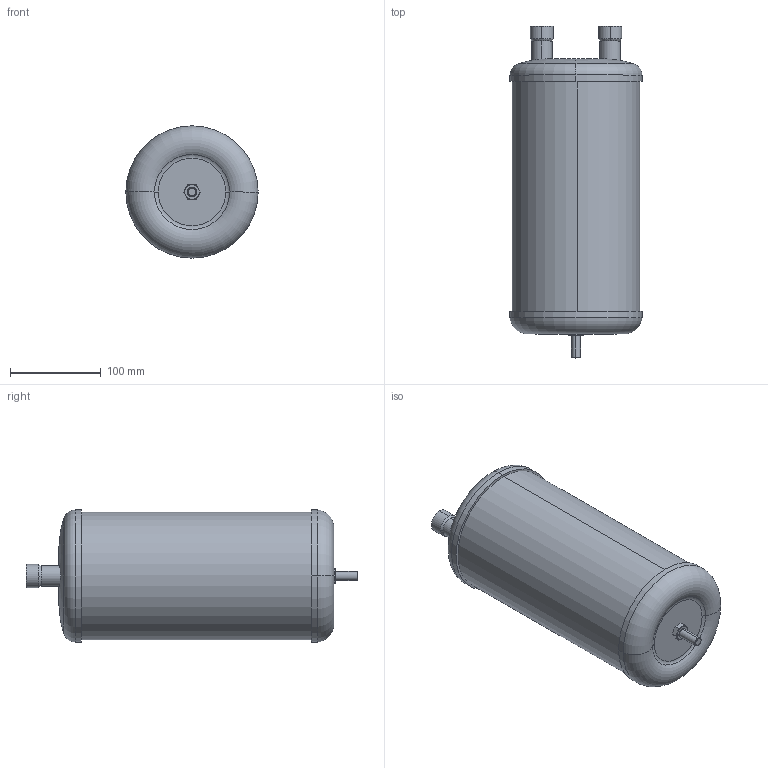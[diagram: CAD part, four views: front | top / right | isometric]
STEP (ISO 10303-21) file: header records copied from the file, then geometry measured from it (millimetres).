
FILE_DESCRIPTION((''),'2;1');
FILE_NAME('191U006310','2024-06-12T09:09:38',('U434391'),('DANFOSS COMMERCIAL COMPRESSOR'),'CREO PARAMETRIC BY PTC INC, 2022124','CREO PARAMETRIC BY PTC INC, 2022124','');
FILE_SCHEMA(('CONFIG_CONTROL_DESIGN'));
Length unit declared in the file: millimetre
Products named in the file (1): 191U006310
Bounding box: 145.5 x 365.4 x 145.5 mm (x, y, z)
Surface area: 208586.2 mm2 (no closed solid volume)
Topology: 0 solids, 6 shells, 68 faces, 168 edges, 108 vertices
Faces by surface type: cylinder 26, plane 22, cone 10, torus 8, bspline 2
Entity records: 2365 total; most frequent: CARTESIAN_POINT 704, DIRECTION 366, ORIENTED_EDGE 304, EDGE_CURVE 168, AXIS2_PLACEMENT_3D 156, VERTEX_POINT 108, CIRCLE 90, EDGE_LOOP 76
